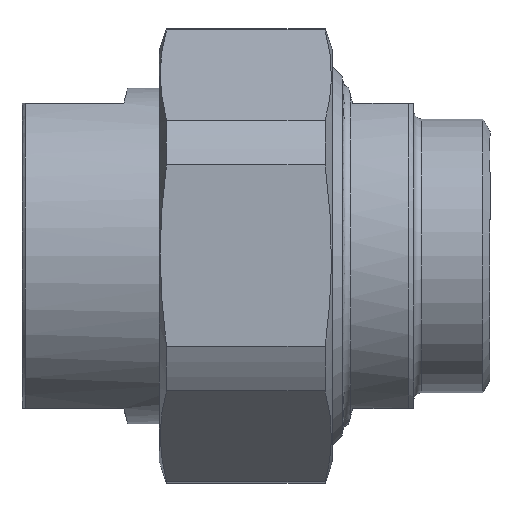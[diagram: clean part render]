
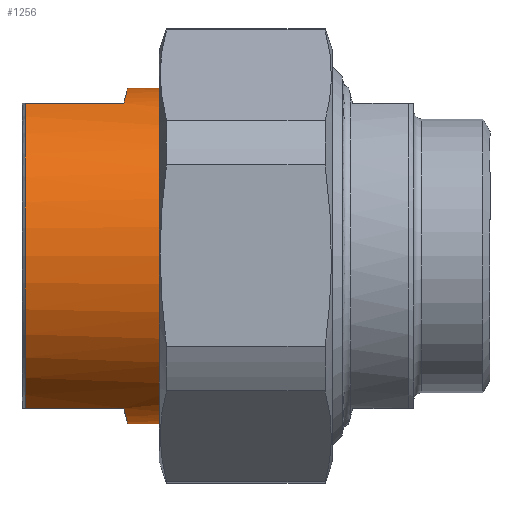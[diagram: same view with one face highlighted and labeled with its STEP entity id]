
A CAD part, top view. The second image highlights one B-rep face of the part: STEP entity #1256.
In plain terms, the highlighted cylindrical face has radius 16.5 mm (diameter 33 mm), a full revolution.
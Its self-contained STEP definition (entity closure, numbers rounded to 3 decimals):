
#27=ELLIPSE('',#1467,17.082,16.5);
#28=ELLIPSE('',#1470,17.082,16.5);
#128=CYLINDRICAL_SURFACE('',#1487,16.5);
#192=FACE_OUTER_BOUND('',#278,.T.);
#278=EDGE_LOOP('',(#1094,#1095,#1096,#1097,#1098,#1099,#1100,#1101,#1102,
#1103,#1104,#1105,#1106));
#334=LINE('',#2280,#389);
#336=LINE('',#2284,#391);
#338=LINE('',#2299,#393);
#340=LINE('',#2303,#395);
#342=LINE('',#2334,#397);
#389=VECTOR('',#1815,10.);
#391=VECTOR('',#1817,10.);
#393=VECTOR('',#1825,10.);
#395=VECTOR('',#1827,10.);
#397=VECTOR('',#1867,16.5);
#474=CIRCLE('',#1476,16.5);
#475=CIRCLE('',#1478,16.5);
#476=CIRCLE('',#1479,16.5);
#477=CIRCLE('',#1481,16.5);
#480=CIRCLE('',#1484,16.5);
#587=VERTEX_POINT('',#2274);
#589=VERTEX_POINT('',#2279);
#590=VERTEX_POINT('',#2281);
#591=VERTEX_POINT('',#2283);
#593=VERTEX_POINT('',#2293);
#595=VERTEX_POINT('',#2298);
#596=VERTEX_POINT('',#2300);
#597=VERTEX_POINT('',#2302);
#600=VERTEX_POINT('',#2319);
#601=VERTEX_POINT('',#2323);
#602=VERTEX_POINT('',#2324);
#751=EDGE_CURVE('',#589,#587,#334,.T.);
#753=EDGE_CURVE('',#591,#590,#336,.T.);
#756=EDGE_CURVE('',#590,#589,#27,.T.);
#758=EDGE_CURVE('',#595,#593,#338,.T.);
#760=EDGE_CURVE('',#597,#596,#340,.T.);
#763=EDGE_CURVE('',#596,#595,#28,.T.);
#767=EDGE_CURVE('',#591,#593,#474,.T.);
#768=EDGE_CURVE('',#597,#600,#475,.T.);
#769=EDGE_CURVE('',#600,#587,#476,.T.);
#770=EDGE_CURVE('',#601,#602,#477,.T.);
#773=EDGE_CURVE('',#602,#601,#480,.T.);
#775=EDGE_CURVE('',#601,#600,#342,.T.);
#1094=ORIENTED_EDGE('',*,*,#770,.F.);
#1095=ORIENTED_EDGE('',*,*,#775,.T.);
#1096=ORIENTED_EDGE('',*,*,#768,.F.);
#1097=ORIENTED_EDGE('',*,*,#760,.T.);
#1098=ORIENTED_EDGE('',*,*,#763,.T.);
#1099=ORIENTED_EDGE('',*,*,#758,.T.);
#1100=ORIENTED_EDGE('',*,*,#767,.F.);
#1101=ORIENTED_EDGE('',*,*,#753,.T.);
#1102=ORIENTED_EDGE('',*,*,#756,.T.);
#1103=ORIENTED_EDGE('',*,*,#751,.T.);
#1104=ORIENTED_EDGE('',*,*,#769,.F.);
#1105=ORIENTED_EDGE('',*,*,#775,.F.);
#1106=ORIENTED_EDGE('',*,*,#773,.F.);
#1256=ADVANCED_FACE('',(#192),#128,.T.);
#1467=AXIS2_PLACEMENT_3D('',#2291,#1821,#1822);
#1470=AXIS2_PLACEMENT_3D('',#2310,#1831,#1832);
#1476=AXIS2_PLACEMENT_3D('',#2317,#1843,#1844);
#1478=AXIS2_PLACEMENT_3D('',#2320,#1847,#1848);
#1479=AXIS2_PLACEMENT_3D('',#2321,#1849,#1850);
#1481=AXIS2_PLACEMENT_3D('',#2325,#1853,#1854);
#1484=AXIS2_PLACEMENT_3D('',#2329,#1859,#1860);
#1487=AXIS2_PLACEMENT_3D('',#2333,#1865,#1866);
#1815=DIRECTION('',(-1.,0.,0.));
#1817=DIRECTION('',(1.,0.,0.));
#1821=DIRECTION('center_axis',(0.966,0.,-0.259));
#1822=DIRECTION('ref_axis',(0.259,0.,0.966));
#1825=DIRECTION('',(-1.,0.,0.));
#1827=DIRECTION('',(1.,0.,0.));
#1831=DIRECTION('center_axis',(0.966,0.,0.259));
#1832=DIRECTION('ref_axis',(-0.259,0.,0.966));
#1843=DIRECTION('center_axis',(-1.,0.,0.));
#1844=DIRECTION('ref_axis',(0.,-1.,0.));
#1847=DIRECTION('center_axis',(-1.,0.,0.));
#1848=DIRECTION('ref_axis',(0.,-1.,0.));
#1849=DIRECTION('center_axis',(-1.,0.,0.));
#1850=DIRECTION('ref_axis',(0.,-1.,0.));
#1853=DIRECTION('center_axis',(1.,0.,0.));
#1854=DIRECTION('ref_axis',(0.,-1.,0.));
#1859=DIRECTION('center_axis',(1.,0.,0.));
#1860=DIRECTION('ref_axis',(0.,-1.,0.));
#1865=DIRECTION('center_axis',(1.,0.,0.));
#1866=DIRECTION('ref_axis',(0.,1.,0.));
#1867=DIRECTION('',(-1.,0.,0.));
#2274=CARTESIAN_POINT('',(-24.7,-6.874,15.));
#2279=CARTESIAN_POINT('',(-15.,-6.874,15.));
#2280=CARTESIAN_POINT('',(-16.5,-6.874,15.));
#2281=CARTESIAN_POINT('',(-15.,6.874,15.));
#2283=CARTESIAN_POINT('',(-24.7,6.874,15.));
#2284=CARTESIAN_POINT('',(-16.5,6.874,15.));
#2291=CARTESIAN_POINT('Origin',(-19.019,0.,
0.));
#2293=CARTESIAN_POINT('',(-24.7,6.874,-15.));
#2298=CARTESIAN_POINT('',(-15.,6.874,-15.));
#2299=CARTESIAN_POINT('',(-16.5,6.874,-15.));
#2300=CARTESIAN_POINT('',(-15.,-6.874,-15.));
#2302=CARTESIAN_POINT('',(-24.7,-6.874,-15.));
#2303=CARTESIAN_POINT('',(-16.5,-6.874,-15.));
#2310=CARTESIAN_POINT('Origin',(-19.019,0.,
0.));
#2317=CARTESIAN_POINT('Origin',(-24.7,0.,0.));
#2319=CARTESIAN_POINT('',(-24.7,-16.5,0.));
#2320=CARTESIAN_POINT('Origin',(-24.7,0.,0.));
#2321=CARTESIAN_POINT('Origin',(-24.7,0.,0.));
#2323=CARTESIAN_POINT('',(-8.4,-16.5,0.));
#2324=CARTESIAN_POINT('',(-8.4,0.,16.5));
#2325=CARTESIAN_POINT('Origin',(-8.4,0.,
0.));
#2329=CARTESIAN_POINT('Origin',(-8.4,0.,
0.));
#2333=CARTESIAN_POINT('Origin',(-16.5,0.,0.));
#2334=CARTESIAN_POINT('',(-16.5,-16.5,0.));
